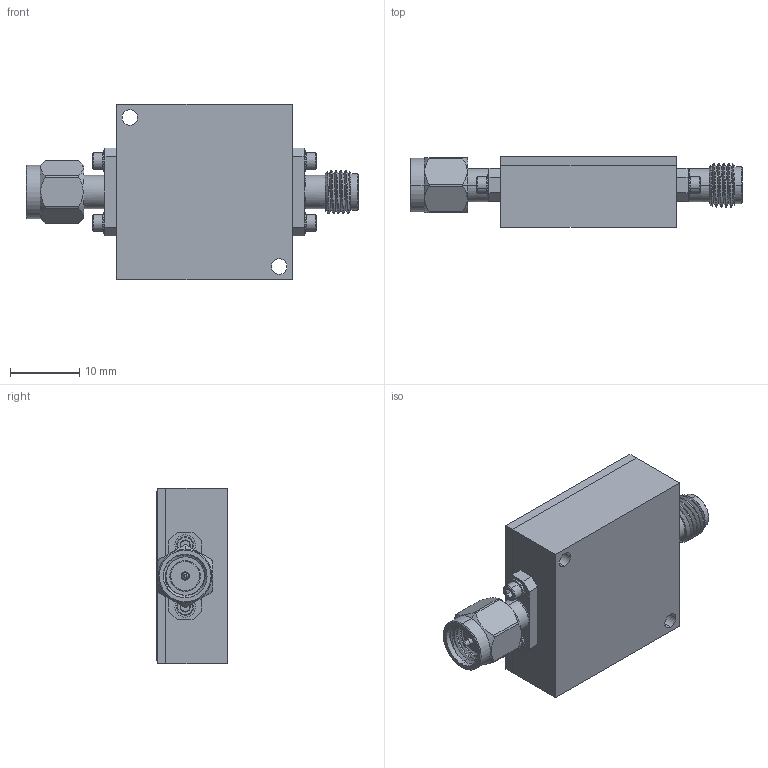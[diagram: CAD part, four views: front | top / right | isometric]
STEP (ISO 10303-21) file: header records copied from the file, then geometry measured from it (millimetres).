
FILE_DESCRIPTION (( 'STEP AP203' ), '1' );
FILE_NAME ('SML-1218-01-14-SMA ¦ PE80L4000.step', '2019-10-08T17:47:09', ( '' ), ( '' ), 'SwSTEP 2.0', 'SolidWorks 2018', '' );
FILE_SCHEMA (( 'CONFIG_CONTROL_DESIGN' ));
Products named in the file (1): SML-1218-01-14-SMA ｦ PE80L4000
Bounding box: 48.08 x 10.21 x 25.4 mm (x, y, z)
Volume: 7248.2 mm3; surface area: 3529.6 mm2
Topology: 1 solids, 8 shells, 1020 faces, 2629 edges, 1716 vertices
Faces by surface type: plane 594, bspline 218, cylinder 135, cone 67, torus 6
Entity records: 46313 total; most frequent: CARTESIAN_POINT 23135, ORIENTED_EDGE 5242, DIRECTION 3892, EDGE_CURVE 2621, VECTOR 1750, LINE 1750, VERTEX_POINT 1716, EDGE_LOOP 1135
